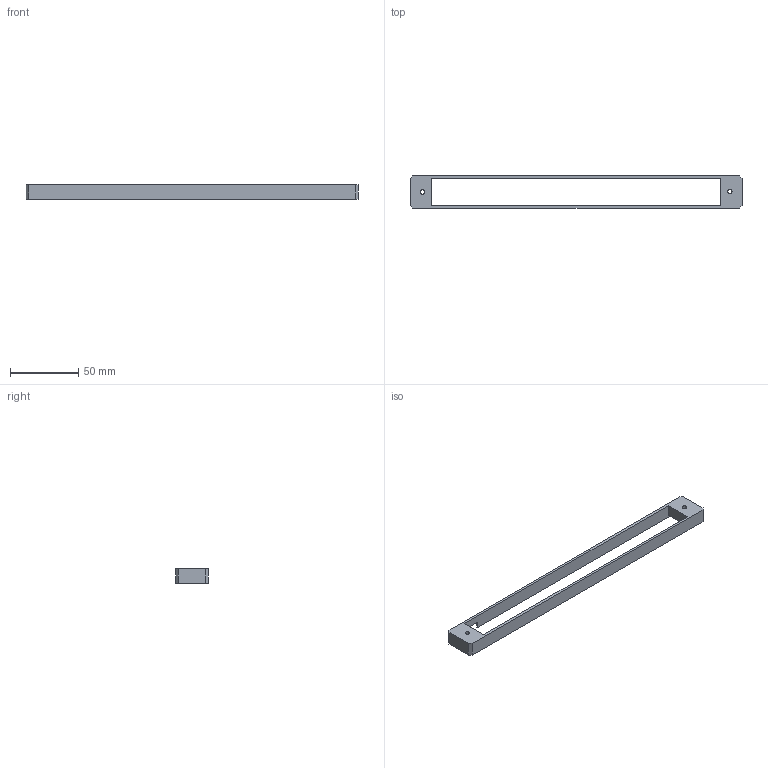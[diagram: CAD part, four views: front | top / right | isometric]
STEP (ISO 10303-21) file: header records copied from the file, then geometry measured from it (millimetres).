
FILE_DESCRIPTION(/* description */ (''),/* implementation_level */ '2;1');
FILE_NAME(/* name */ 'body.step',/* time_stamp */ '2025-07-30T22:44:38-04:00',/* author */ (''),/* organization */ (''),/* preprocessor_version */ 'ST-DEVELOPER v20.1',/* originating_system */ 'Autodesk Translation Framework v14.10.0.0',/* authorisation */ '');
FILE_SCHEMA (('AUTOMOTIVE_DESIGN { 1 0 10303 214 3 1 1 }'));
Length unit declared in the file: millimetre
Products named in the file (2): Untitled; Component29
Assembly tree (1 placements, depth 2):
  Untitled
    Component29
Bounding box: 244 x 24 x 10.5 mm (x, y, z)
Volume: 15523.4 mm3; surface area: 13818.7 mm2
Topology: 1 solids, 1 shells, 30 faces, 85 edges, 56 vertices
Faces by surface type: plane 24, cylinder 6
Full cylindrical faces by diameter (mm): 3.2 x2
Entity records: 1037 total; most frequent: CARTESIAN_POINT 174, ORIENTED_EDGE 170, DIRECTION 163, EDGE_CURVE 85, LINE 73, VECTOR 73, VERTEX_POINT 56, AXIS2_PLACEMENT_3D 45
